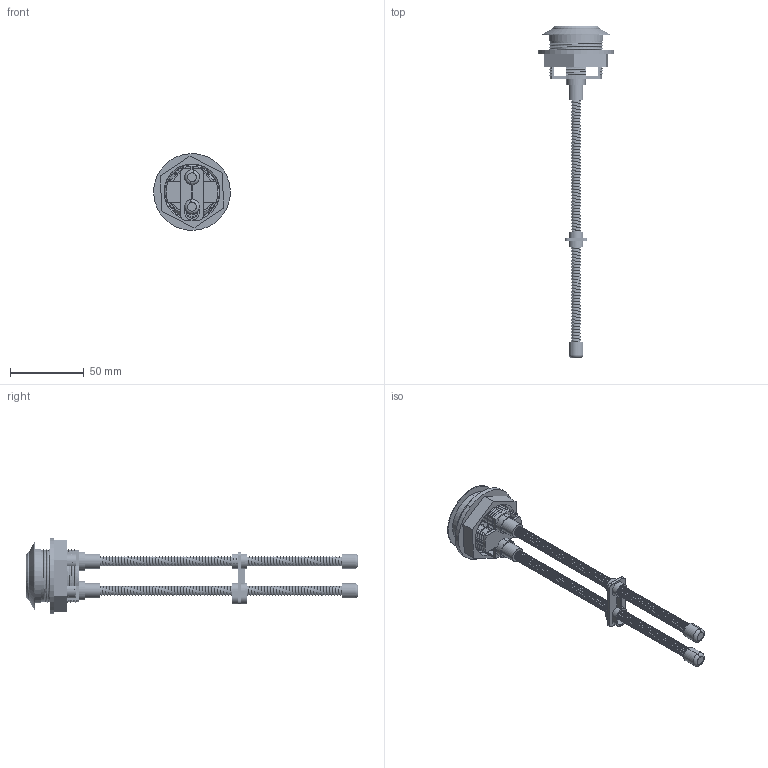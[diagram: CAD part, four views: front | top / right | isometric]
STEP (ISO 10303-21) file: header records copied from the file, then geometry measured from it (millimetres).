
FILE_DESCRIPTION (( 'STEP AP214' ), '1' );
FILE_NAME ('FB_ASM_V11022.STEP', '2022-10-21T12:05:58', ( '' ), ( '' ), 'SwSTEP 2.0', 'SolidWorks 2019', '' );
FILE_SCHEMA (( 'AUTOMOTIVE_DESIGN' ));
Length unit declared in the file: millimetre
Products named in the file (8): FB_rubber cap_v11022; FB_Spring_v11022; FB_Big button_v11022; FB_ASM_V11022; Flush button_Plastic 2 rod_v11022; FB_Small button_V11022; FB_Clip_v11022; FB_Fixing nut_v11022
Assembly tree (9 placements, depth 2):
  FB_ASM_V11022
    Flush button_Plastic 2 rod_v11022
    FB_Big button_v11022
    FB_Small button_V11022
    FB_rubber cap_v11022  x2
    FB_Clip_v11022
    FB_Spring_v11022  x2
    FB_Fixing nut_v11022
Bounding box: 51.92 x 225 x 51.92 mm (x, y, z)
Volume: 39400.5 mm3; surface area: 53156.3 mm2
Topology: 19 solids, 19 shells, 397 faces, 1026 edges, 658 vertices
Faces by surface type: cylinder 142, plane 130, bspline 75, torus 32, cone 10, sphere 8
Entity records: 80653 total; most frequent: CARTESIAN_POINT 71587, ORIENTED_EDGE 1972, DIRECTION 1664, EDGE_CURVE 986, VERTEX_POINT 638, AXIS2_PLACEMENT_3D 634, VECTOR 396, LINE 396
